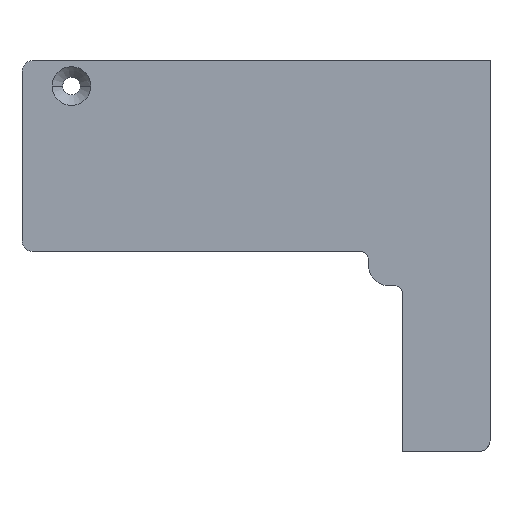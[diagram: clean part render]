
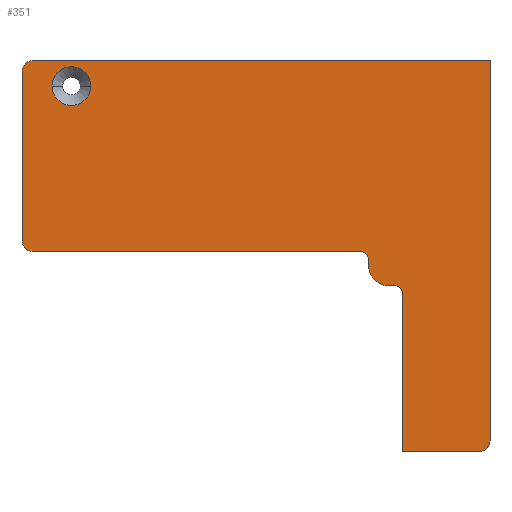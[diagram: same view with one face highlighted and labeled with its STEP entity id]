
A CAD part, front view. The second image highlights one B-rep face of the part: STEP entity #351.
In plain terms, the highlighted planar face has unit normal (0, -1, 0).
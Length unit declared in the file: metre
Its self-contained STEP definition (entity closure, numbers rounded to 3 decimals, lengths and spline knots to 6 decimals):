
#351=ADVANCED_FACE('1:6792',(#1007,#1008),#1009,.T.);
#1007=FACE_OUTER_BOUND('',#1712,.T.);
#1008=FACE_BOUND('',#1713,.T.);
#1009=PLANE('',#1714);
#1712=EDGE_LOOP('',(#4266,#4267,#4268,#4269,#4270,#4271,#4272,#4273,#4274,#4275,#4276,#4277,#4278,#4279,#4280,#4281,#4282,#4283,#4284,#4285));
#1713=EDGE_LOOP('',(#4286,#4287));
#1714=AXIS2_PLACEMENT_3D('',#4288,#4289,#4290);
#4266=ORIENTED_EDGE('',*,*,#5613,.F.);
#4267=ORIENTED_EDGE('',*,*,#5175,.T.);
#4268=ORIENTED_EDGE('',*,*,#5614,.F.);
#4269=ORIENTED_EDGE('',*,*,#4780,.F.);
#4270=ORIENTED_EDGE('',*,*,#5615,.F.);
#4271=ORIENTED_EDGE('',*,*,#5616,.T.);
#4272=ORIENTED_EDGE('',*,*,#4776,.F.);
#4273=ORIENTED_EDGE('',*,*,#5617,.F.);
#4274=ORIENTED_EDGE('',*,*,#5618,.F.);
#4275=ORIENTED_EDGE('',*,*,#4772,.F.);
#4276=ORIENTED_EDGE('',*,*,#5619,.F.);
#4277=ORIENTED_EDGE('',*,*,#5620,.F.);
#4278=ORIENTED_EDGE('',*,*,#5621,.F.);
#4279=ORIENTED_EDGE('',*,*,#4770,.F.);
#4280=ORIENTED_EDGE('',*,*,#5622,.F.);
#4281=ORIENTED_EDGE('',*,*,#4764,.F.);
#4282=ORIENTED_EDGE('',*,*,#5623,.F.);
#4283=ORIENTED_EDGE('',*,*,#5624,.F.);
#4284=ORIENTED_EDGE('',*,*,#5601,.T.);
#4285=ORIENTED_EDGE('',*,*,#4830,.F.);
#4286=ORIENTED_EDGE('',*,*,#4981,.F.);
#4287=ORIENTED_EDGE('',*,*,#5479,.F.);
#4288=CARTESIAN_POINT('',(0.02416,-0.00813,0.002427));
#4289=DIRECTION('',(0.0,-1.0,0.0));
#4290=DIRECTION('',(0.0,0.0,-1.0));
#4764=EDGE_CURVE('1:8610',#5736,#5739,#5740,.T.);
#4770=EDGE_CURVE('1:8604',#5749,#5745,#5751,.T.);
#4772=EDGE_CURVE('1:8598',#5752,#5755,#5756,.T.);
#4776=EDGE_CURVE('1:8592',#5760,#5763,#5764,.T.);
#4780=EDGE_CURVE('1:8586',#5768,#5771,#5772,.T.);
#4830=EDGE_CURVE('1:8580',#5868,#5871,#5872,.T.);
#4981=EDGE_CURVE('1:8082',#6161,#6157,#6163,.T.);
#5175=EDGE_CURVE('1:6948',#6523,#6521,#6524,.T.);
#5479=EDGE_CURVE('1:8082',#6157,#6161,#6960,.T.);
#5601=EDGE_CURVE('1:8523',#7128,#5871,#7129,.T.);
#5613=EDGE_CURVE('1:8580',#6523,#5868,#7141,.T.);
#5614=EDGE_CURVE('1:8583',#5771,#6521,#7142,.T.);
#5615=EDGE_CURVE('1:8586',#7143,#5768,#7144,.T.);
#5616=EDGE_CURVE('1:8589',#7143,#5763,#7145,.F.);
#5617=EDGE_CURVE('1:8592',#7146,#5760,#7147,.T.);
#5618=EDGE_CURVE('1:8595',#5755,#7146,#7148,.T.);
#5619=EDGE_CURVE('1:8598',#7149,#5752,#7150,.T.);
#5620=EDGE_CURVE('1:8601',#7151,#7149,#7152,.T.);
#5621=EDGE_CURVE('1:8604',#5745,#7151,#7153,.T.);
#5622=EDGE_CURVE('1:8607',#5739,#5749,#7154,.T.);
#5623=EDGE_CURVE('1:8610',#7155,#5736,#7156,.T.);
#5624=EDGE_CURVE('1:8613',#7128,#7155,#7157,.T.);
#5736=VERTEX_POINT('',#7328);
#5739=VERTEX_POINT('',#7332);
#5740=CIRCLE('',#7333,0.0015);
#5745=VERTEX_POINT('',#7339);
#5749=VERTEX_POINT('',#7344);
#5751=CIRCLE('',#7347,0.004);
#5752=VERTEX_POINT('',#7348);
#5755=VERTEX_POINT('',#7352);
#5756=CIRCLE('',#7353,0.0015);
#5760=VERTEX_POINT('',#7358);
#5763=VERTEX_POINT('',#7362);
#5764=CIRCLE('',#7363,0.002);
#5768=VERTEX_POINT('',#7368);
#5771=VERTEX_POINT('',#7372);
#5772=CIRCLE('',#7373,0.002);
#5868=VERTEX_POINT('',#7508);
#5871=VERTEX_POINT('',#7512);
#5872=CIRCLE('',#7513,0.002);
#6157=VERTEX_POINT('',#7954);
#6161=VERTEX_POINT('',#7959);
#6163=CIRCLE('',#7962,0.00365);
#6521=VERTEX_POINT('',#8472);
#6523=VERTEX_POINT('',#8475);
#6524=LINE('',#8476,#8477);
#6960=CIRCLE('',#9153,0.00365);
#7128=VERTEX_POINT('',#9437);
#7129=LINE('',#9438,#9439);
#7141=CIRCLE('',#9477,0.002);
#7142=LINE('',#9478,#9479);
#7143=VERTEX_POINT('',#9480);
#7144=CIRCLE('',#9481,0.002);
#7145=LINE('',#9482,#9483);
#7146=VERTEX_POINT('',#9484);
#7147=CIRCLE('',#9485,0.002);
#7148=LINE('',#9486,#9487);
#7149=VERTEX_POINT('',#9488);
#7150=CIRCLE('',#9489,0.0015);
#7151=VERTEX_POINT('',#9490);
#7152=LINE('',#9491,#9492);
#7153=CIRCLE('',#9493,0.004);
#7154=LINE('',#9494,#9495);
#7155=VERTEX_POINT('',#9496);
#7156=CIRCLE('',#9497,0.0015);
#7157=LINE('',#9498,#9499);
#7328=CARTESIAN_POINT('',(0.040511,-0.00813,-0.022512));
#7332=CARTESIAN_POINT('',(0.03945,-0.00813,-0.022073));
#7333=AXIS2_PLACEMENT_3D('',#9649,#9650,#9651);
#7339=CARTESIAN_POINT('',(0.035622,-0.00813,-0.020901));
#7344=CARTESIAN_POINT('',(0.03845,-0.00813,-0.022073));
#7347=AXIS2_PLACEMENT_3D('',#9661,#9662,#9663);
#7348=CARTESIAN_POINT('',(0.034011,-0.00813,-0.016012));
#7352=CARTESIAN_POINT('',(0.03295,-0.00813,-0.015573));
#7353=AXIS2_PLACEMENT_3D('',#9665,#9666,#9667);
#7358=CARTESIAN_POINT('',(-0.030364,-0.00813,-0.014987));
#7362=CARTESIAN_POINT('',(-0.03095,-0.00813,-0.013573));
#7363=AXIS2_PLACEMENT_3D('',#9673,#9674,#9675);
#7368=CARTESIAN_POINT('',(-0.030364,-0.00813,0.019841));
#7372=CARTESIAN_POINT('',(-0.02895,-0.00813,0.020427));
#7373=AXIS2_PLACEMENT_3D('',#9681,#9682,#9683);
#7508=CARTESIAN_POINT('',(0.056864,-0.00813,-0.052737));
#7512=CARTESIAN_POINT('',(0.05545,-0.00813,-0.053323));
#7513=AXIS2_PLACEMENT_3D('',#9775,#9776,#9777);
#7954=CARTESIAN_POINT('',(-0.01796,-0.00813,0.015652));
#7959=CARTESIAN_POINT('',(-0.02526,-0.00813,0.015652));
#7962=AXIS2_PLACEMENT_3D('',#10056,#10057,#10058);
#8472=CARTESIAN_POINT('',(0.05745,-0.00813,0.020427));
#8475=CARTESIAN_POINT('',(0.05745,-0.00813,-0.051323));
#8476=CARTESIAN_POINT('',(0.05745,-0.00813,-0.051323));
#8477=VECTOR('',#10428,1.0);
#9153=AXIS2_PLACEMENT_3D('',#10951,#10952,#10953);
#9437=CARTESIAN_POINT('',(0.04095,-0.00813,-0.053323));
#9438=CARTESIAN_POINT('',(0.04095,-0.00813,-0.053323));
#9439=VECTOR('',#11169,1.0);
#9477=AXIS2_PLACEMENT_3D('',#11193,#11194,#11195);
#9478=CARTESIAN_POINT('',(0.02416,-0.00813,0.020427));
#9479=VECTOR('',#11196,1.0);
#9480=CARTESIAN_POINT('',(-0.03095,-0.00813,0.018427));
#9481=AXIS2_PLACEMENT_3D('',#11197,#11198,#11199);
#9482=CARTESIAN_POINT('',(-0.03095,-0.00813,0.001427));
#9483=VECTOR('',#11200,1.0);
#9484=CARTESIAN_POINT('',(-0.02895,-0.00813,-0.015573));
#9485=AXIS2_PLACEMENT_3D('',#11201,#11202,#11203);
#9486=CARTESIAN_POINT('',(0.03295,-0.00813,-0.015573));
#9487=VECTOR('',#11204,1.0);
#9488=CARTESIAN_POINT('',(0.03445,-0.00813,-0.017073));
#9489=AXIS2_PLACEMENT_3D('',#11205,#11206,#11207);
#9490=CARTESIAN_POINT('',(0.03445,-0.00813,-0.018073));
#9491=CARTESIAN_POINT('',(0.03445,-0.00813,-0.018073));
#9492=VECTOR('',#11208,1.0);
#9493=AXIS2_PLACEMENT_3D('',#11209,#11210,#11211);
#9494=CARTESIAN_POINT('',(0.03945,-0.00813,-0.022073));
#9495=VECTOR('',#11212,1.0);
#9496=CARTESIAN_POINT('',(0.04095,-0.00813,-0.023573));
#9497=AXIS2_PLACEMENT_3D('',#11213,#11214,#11215);
#9498=CARTESIAN_POINT('',(0.04095,-0.00813,-0.053323));
#9499=VECTOR('',#11216,1.0);
#9649=CARTESIAN_POINT('',(0.03945,-0.00813,-0.023573));
#9650=DIRECTION('',(0.0,-1.0,0.0));
#9651=DIRECTION('',(0.707,0.0,0.707));
#9661=CARTESIAN_POINT('',(0.03845,-0.00813,-0.018073));
#9662=DIRECTION('',(0.0,1.0,0.0));
#9663=DIRECTION('',(-0.707,0.0,-0.707));
#9665=CARTESIAN_POINT('',(0.03295,-0.00813,-0.017073));
#9666=DIRECTION('',(0.0,-1.0,0.0));
#9667=DIRECTION('',(0.707,0.0,0.707));
#9673=CARTESIAN_POINT('',(-0.02895,-0.00813,-0.013573));
#9674=DIRECTION('',(0.0,1.0,0.0));
#9675=DIRECTION('',(-0.707,0.0,-0.707));
#9681=CARTESIAN_POINT('',(-0.02895,-0.00813,0.018427));
#9682=DIRECTION('',(0.0,1.0,0.0));
#9683=DIRECTION('',(-0.707,0.0,0.707));
#9775=CARTESIAN_POINT('',(0.05545,-0.00813,-0.051323));
#9776=DIRECTION('',(0.0,1.0,0.0));
#9777=DIRECTION('',(0.707,0.0,-0.707));
#10056=CARTESIAN_POINT('',(-0.02161,-0.00813,0.015652));
#10057=DIRECTION('',(0.0,-1.0,0.0));
#10058=DIRECTION('',(1.0,0.0,0.0));
#10428=DIRECTION('',(0.0,0.0,1.0));
#10951=CARTESIAN_POINT('',(-0.02161,-0.00813,0.015652));
#10952=DIRECTION('',(0.0,-1.0,0.0));
#10953=DIRECTION('',(1.0,0.0,0.0));
#11169=DIRECTION('',(1.0,0.0,0.0));
#11193=CARTESIAN_POINT('',(0.05545,-0.00813,-0.051323));
#11194=DIRECTION('',(0.0,1.0,0.0));
#11195=DIRECTION('',(0.707,0.0,-0.707));
#11196=DIRECTION('',(1.0,0.0,0.0));
#11197=CARTESIAN_POINT('',(-0.02895,-0.00813,0.018427));
#11198=DIRECTION('',(0.0,1.0,0.0));
#11199=DIRECTION('',(-0.707,0.0,0.707));
#11200=DIRECTION('',(0.0,0.0,1.0));
#11201=CARTESIAN_POINT('',(-0.02895,-0.00813,-0.013573));
#11202=DIRECTION('',(0.0,1.0,0.0));
#11203=DIRECTION('',(-0.707,0.0,-0.707));
#11204=DIRECTION('',(-1.0,0.0,0.0));
#11205=CARTESIAN_POINT('',(0.03295,-0.00813,-0.017073));
#11206=DIRECTION('',(0.0,-1.0,0.0));
#11207=DIRECTION('',(0.707,0.0,0.707));
#11208=DIRECTION('',(0.0,0.0,1.0));
#11209=CARTESIAN_POINT('',(0.03845,-0.00813,-0.018073));
#11210=DIRECTION('',(0.0,1.0,0.0));
#11211=DIRECTION('',(-0.707,0.0,-0.707));
#11212=DIRECTION('',(-1.0,0.0,0.0));
#11213=CARTESIAN_POINT('',(0.03945,-0.00813,-0.023573));
#11214=DIRECTION('',(0.0,-1.0,0.0));
#11215=DIRECTION('',(0.707,0.0,0.707));
#11216=DIRECTION('',(0.0,0.0,1.0));
